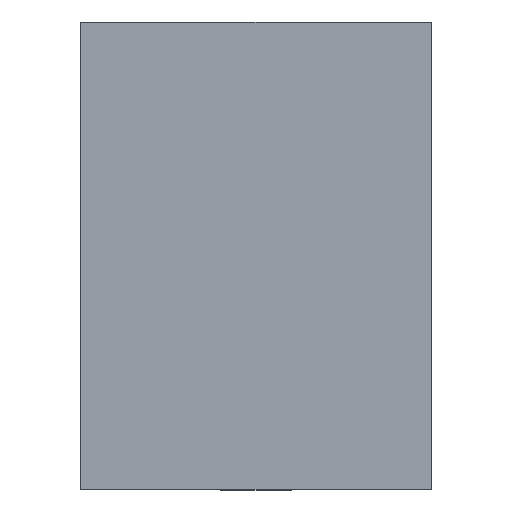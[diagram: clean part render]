
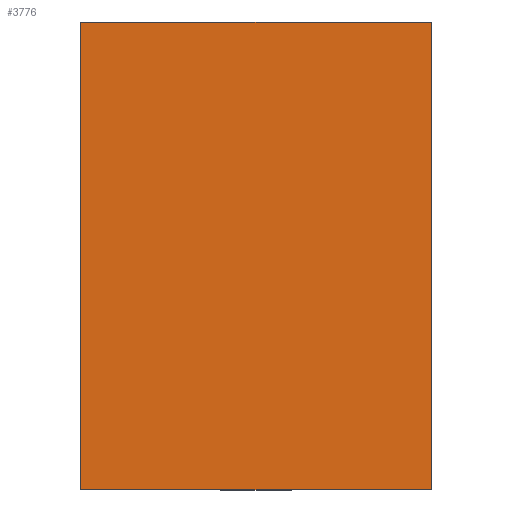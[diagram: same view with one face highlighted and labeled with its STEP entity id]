
A CAD part, top view. The second image highlights one B-rep face of the part: STEP entity #3776.
In plain terms, the highlighted face is planar.
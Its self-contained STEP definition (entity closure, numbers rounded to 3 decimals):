
#2868=DIRECTION('',(0.,0.,1.));
#2869=VECTOR('',#2868,2.);
#2870=CARTESIAN_POINT('',(-0.75,0.575,-1.));
#2871=LINE('',#2870,#2869);
#2875=DIRECTION('',(-1.,0.,0.));
#2876=VECTOR('',#2875,1.5);
#2877=CARTESIAN_POINT('',(0.75,0.575,-1.));
#2878=LINE('',#2877,#2876);
#2882=DIRECTION('',(0.,0.,-1.));
#2883=VECTOR('',#2882,2.);
#2884=CARTESIAN_POINT('',(0.75,0.575,1.));
#2885=LINE('',#2884,#2883);
#2889=DIRECTION('',(1.,0.,0.));
#2890=VECTOR('',#2889,1.5);
#2891=CARTESIAN_POINT('',(-0.75,0.575,1.));
#2892=LINE('',#2891,#2890);
#3099=CARTESIAN_POINT('',(-0.75,0.575,-1.));
#3100=CARTESIAN_POINT('',(-0.75,0.575,1.));
#3101=VERTEX_POINT('',#3099);
#3102=VERTEX_POINT('',#3100);
#3103=CARTESIAN_POINT('',(0.75,0.575,1.));
#3104=VERTEX_POINT('',#3103);
#3105=CARTESIAN_POINT('',(0.75,0.575,-1.));
#3106=VERTEX_POINT('',#3105);
#3763=CARTESIAN_POINT('',(0.,0.575,0.));
#3764=DIRECTION('',(0.,1.,0.));
#3765=DIRECTION('',(1.,0.,0.));
#3766=AXIS2_PLACEMENT_3D('',#3763,#3764,#3765);
#3767=PLANE('',#3766);
#3768=ORIENTED_EDGE('',*,*,#3403,.F.);
#3770=ORIENTED_EDGE('',*,*,#3769,.F.);
#3772=ORIENTED_EDGE('',*,*,#3771,.F.);
#3773=ORIENTED_EDGE('',*,*,#3715,.F.);
#3774=EDGE_LOOP('',(#3768,#3770,#3772,#3773));
#3775=FACE_OUTER_BOUND('',#3774,.F.);
#3403=EDGE_CURVE('',#3101,#3102,#2871,.T.);
#3715=EDGE_CURVE('',#3102,#3104,#2892,.T.);
#3769=EDGE_CURVE('',#3106,#3101,#2878,.T.);
#3771=EDGE_CURVE('',#3104,#3106,#2885,.T.);
#3776=ADVANCED_FACE('',(#3775),#3767,.T.);
